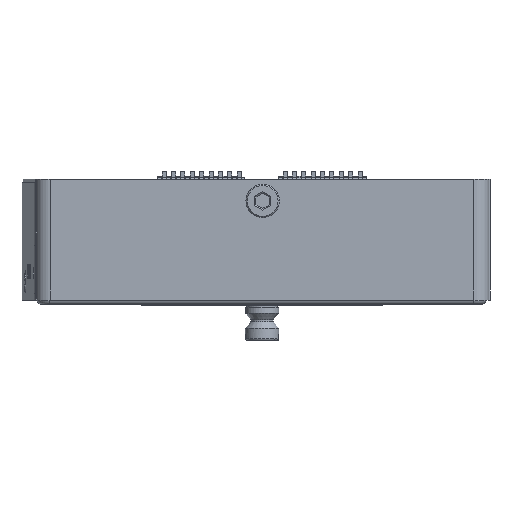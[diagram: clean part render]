
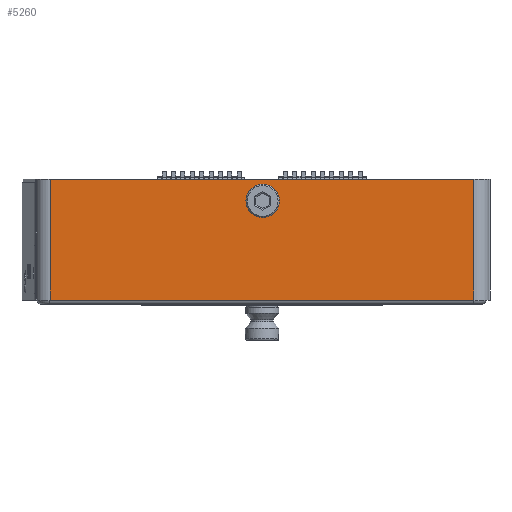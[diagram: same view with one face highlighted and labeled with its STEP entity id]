
A CAD part, left-side view. The second image highlights one B-rep face of the part: STEP entity #5260.
In plain terms, the highlighted planar face has unit normal (-1, 0, 0).
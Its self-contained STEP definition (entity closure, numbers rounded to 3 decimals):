
#1424 = LINE ( 'NONE', #1797, #40790 ) ;
#1544 = DIRECTION ( 'NONE',  ( 0., 1., 0. ) ) ;
#1797 = CARTESIAN_POINT ( 'NONE',  ( -86., 4.5, -11.25 ) ) ;
#4380 = DIRECTION ( 'NONE',  ( 0., 0., 1. ) ) ;
#4486 = VERTEX_POINT ( 'NONE', #35662 ) ;
#4962 = CARTESIAN_POINT ( 'NONE',  ( -86., 43.9, 7.25 ) ) ;
#5106 = DIRECTION ( 'NONE',  ( 0., -1., 0. ) ) ;
#5260 = ADVANCED_FACE ( 'NONE', ( #22290, #23780 ), #11745, .T. ) ;
#7640 = CARTESIAN_POINT ( 'NONE',  ( -86., 4.5, -11.25 ) ) ;
#8620 = CARTESIAN_POINT ( 'NONE',  ( -86., 4.5, -11.25 ) ) ;
#9074 = EDGE_CURVE ( 'NONE', #40703, #44184, #21278, .T. ) ;
#11745 = PLANE ( 'NONE',  #21335 ) ;
#14639 = LINE ( 'NONE', #7640, #35288 ) ;
#15478 = DIRECTION ( 'NONE',  ( 0., 0., 1. ) ) ;
#15534 = DIRECTION ( 'NONE',  ( 0., -1., 0. ) ) ;
#17368 = EDGE_CURVE ( 'NONE', #40703, #27020, #1424, .T. ) ;
#18889 = DIRECTION ( 'NONE',  ( 0., 0., 1. ) ) ;
#20718 = ORIENTED_EDGE ( 'NONE', *, *, #30083, .F. ) ;
#21033 = CARTESIAN_POINT ( 'NONE',  ( -86., 4.5, 11.25 ) ) ;
#21278 = LINE ( 'NONE', #42821, #32237 ) ;
#21335 = AXIS2_PLACEMENT_3D ( 'NONE', #8620, #35910, #18889 ) ;
#21474 = VECTOR ( 'NONE', #5106, 1000. ) ;
#22290 = FACE_BOUND ( 'NONE', #40973, .T. ) ;
#23739 = ORIENTED_EDGE ( 'NONE', *, *, #40474, .T. ) ;
#23780 = FACE_OUTER_BOUND ( 'NONE', #39692, .T. ) ;
#24444 = ORIENTED_EDGE ( 'NONE', *, *, #17368, .T. ) ;
#25425 = DIRECTION ( 'NONE',  ( 1., 0., 0. ) ) ;
#25519 = CARTESIAN_POINT ( 'NONE',  ( -86., 83.5, -11.25 ) ) ;
#26456 = EDGE_CURVE ( 'NONE', #27020, #36691, #14639, .T. ) ;
#27020 = VERTEX_POINT ( 'NONE', #32410 ) ;
#29011 = AXIS2_PLACEMENT_3D ( 'NONE', #4962, #25425, #1544 ) ;
#29749 = ORIENTED_EDGE ( 'NONE', *, *, #9074, .F. ) ;
#30083 = EDGE_CURVE ( 'NONE', #44184, #36691, #38561, .T. ) ;
#30652 = CARTESIAN_POINT ( 'NONE',  ( -86., 4.5, 11.25 ) ) ;
#32237 = VECTOR ( 'NONE', #15478, 1000. ) ;
#32410 = CARTESIAN_POINT ( 'NONE',  ( -86., 4.5, -11.25 ) ) ;
#35288 = VECTOR ( 'NONE', #4380, 1000. ) ;
#35662 = CARTESIAN_POINT ( 'NONE',  ( -86., 47.025, 7.25 ) ) ;
#35910 = DIRECTION ( 'NONE',  ( -1., 0., 0. ) ) ;
#36691 = VERTEX_POINT ( 'NONE', #21033 ) ;
#37404 = CARTESIAN_POINT ( 'NONE',  ( -86., 83.5, 11.25 ) ) ;
#37614 = CIRCLE ( 'NONE', #29011, 3.125 ) ;
#38561 = LINE ( 'NONE', #30652, #21474 ) ;
#39692 = EDGE_LOOP ( 'NONE', ( #20718, #29749, #24444, #41366 ) ) ;
#40474 = EDGE_CURVE ( 'NONE', #4486, #4486, #37614, .T. ) ;
#40703 = VERTEX_POINT ( 'NONE', #25519 ) ;
#40790 = VECTOR ( 'NONE', #15534, 1000. ) ;
#40973 = EDGE_LOOP ( 'NONE', ( #23739 ) ) ;
#41366 = ORIENTED_EDGE ( 'NONE', *, *, #26456, .T. ) ;
#42821 = CARTESIAN_POINT ( 'NONE',  ( -86., 83.5, -11.25 ) ) ;
#44184 = VERTEX_POINT ( 'NONE', #37404 ) ;
